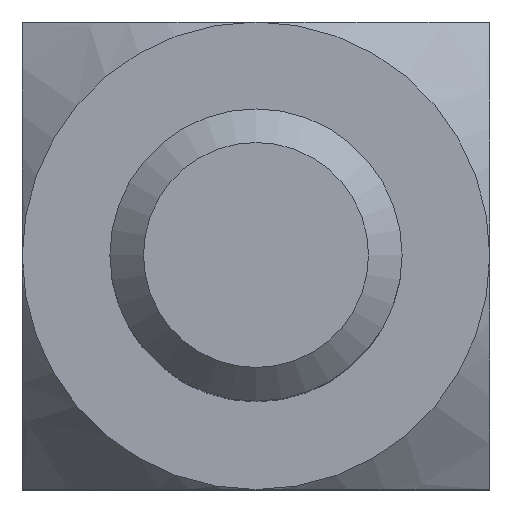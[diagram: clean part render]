
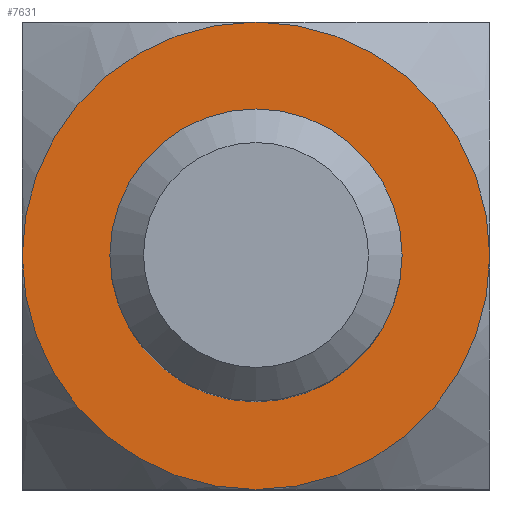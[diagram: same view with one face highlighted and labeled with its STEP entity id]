
A CAD part, top view. The second image highlights one B-rep face of the part: STEP entity #7631.
In plain terms, the highlighted planar face has unit normal (0, 0, 1).
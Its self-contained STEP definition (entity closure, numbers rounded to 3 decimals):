
#21=CIRCLE('',#7970,8.);
#24=CIRCLE('',#7976,5.);
#25=CIRCLE('',#7978,8.);
#26=CIRCLE('',#7979,8.);
#27=CIRCLE('',#7980,8.);
#92=ORIENTED_EDGE('',*,*,#1562,.F.);
#93=ORIENTED_EDGE('',*,*,#1563,.F.);
#94=ORIENTED_EDGE('',*,*,#1564,.F.);
#95=ORIENTED_EDGE('',*,*,#1557,.F.);
#96=ORIENTED_EDGE('',*,*,#1561,.F.);
#1557=EDGE_CURVE('',#2289,#2292,#21,.T.);
#1561=EDGE_CURVE('',#2295,#2295,#24,.T.);
#1562=EDGE_CURVE('',#2286,#2289,#25,.T.);
#1563=EDGE_CURVE('',#2283,#2286,#26,.T.);
#1564=EDGE_CURVE('',#2292,#2283,#27,.T.);
#2283=VERTEX_POINT('',#9778);
#2286=VERTEX_POINT('',#9818);
#2289=VERTEX_POINT('',#9858);
#2292=VERTEX_POINT('',#9882);
#2295=VERTEX_POINT('',#9908);
#4189=EDGE_LOOP('',(#92,#93,#94,#95));
#4190=EDGE_LOOP('',(#96));
#4565=FACE_BOUND('',#4189,.T.);
#4566=FACE_BOUND('',#4190,.T.);
#4936=PLANE('',#7977);
#7631=ADVANCED_FACE('',(#4565,#4566),#4936,.T.);
#7970=AXIS2_PLACEMENT_3D('',#9881,#8351,#8352);
#7976=AXIS2_PLACEMENT_3D('',#9907,#8363,#8364);
#7977=AXIS2_PLACEMENT_3D('',#9909,#8365,#8366);
#7978=AXIS2_PLACEMENT_3D('',#9910,#8367,#8368);
#7979=AXIS2_PLACEMENT_3D('',#9911,#8369,#8370);
#7980=AXIS2_PLACEMENT_3D('',#9912,#8371,#8372);
#8351=DIRECTION('',(0.,0.,-1.));
#8352=DIRECTION('',(-1.,0.,0.));
#8363=DIRECTION('',(0.,0.,1.));
#8364=DIRECTION('',(1.,0.,0.));
#8365=DIRECTION('',(0.,0.,1.));
#8366=DIRECTION('',(1.,0.,0.));
#8367=DIRECTION('',(0.,0.,-1.));
#8368=DIRECTION('',(-1.,0.,0.));
#8369=DIRECTION('',(0.,0.,-1.));
#8370=DIRECTION('',(-1.,0.,0.));
#8371=DIRECTION('',(0.,0.,-1.));
#8372=DIRECTION('',(-1.,0.,0.));
#9778=CARTESIAN_POINT('',(0.,8.,8.));
#9818=CARTESIAN_POINT('',(8.,0.,8.));
#9858=CARTESIAN_POINT('',(0.,-8.,8.));
#9881=CARTESIAN_POINT('',(0.,0.,8.));
#9882=CARTESIAN_POINT('',(-8.,0.,8.));
#9907=CARTESIAN_POINT('',(0.,0.,8.));
#9908=CARTESIAN_POINT('',(5.,0.,8.));
#9909=CARTESIAN_POINT('',(-8.,-8.,8.));
#9910=CARTESIAN_POINT('',(0.,0.,8.));
#9911=CARTESIAN_POINT('',(0.,0.,8.));
#9912=CARTESIAN_POINT('',(0.,0.,8.));
